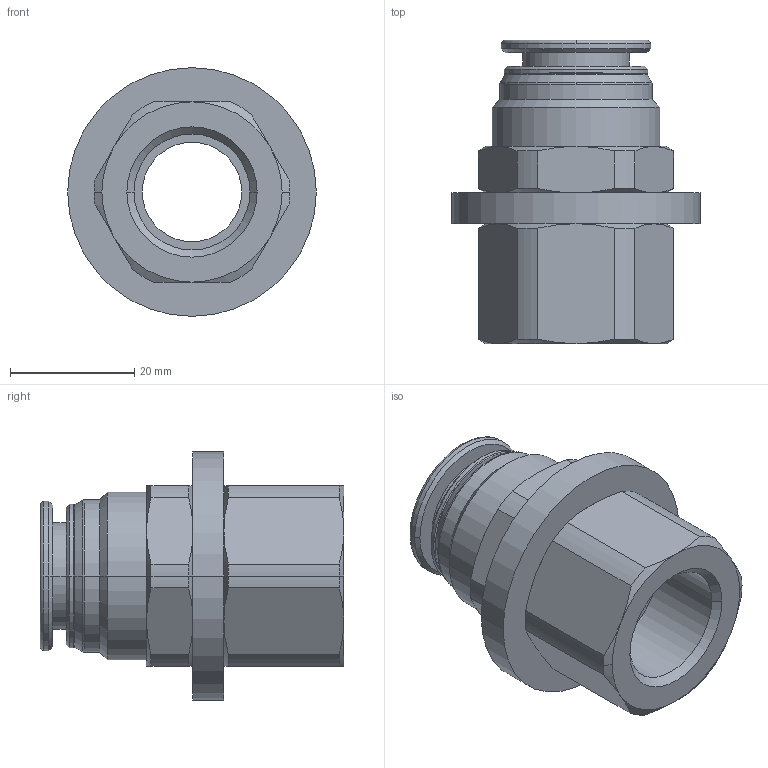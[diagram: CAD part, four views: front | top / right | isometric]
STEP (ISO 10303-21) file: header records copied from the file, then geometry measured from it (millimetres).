
FILE_DESCRIPTION(('STEP AP214'),'1');
FILE_NAME('3136_16_21.stp','2020-01-16T09:41:39',('TraceParts'),('TraceParts S.A.'),'Spatial InterOp 3D',' ',' ');
FILE_SCHEMA(('AUTOMOTIVE_DESIGN { 1 0 10303 214 1 1 1 1 }'));
Length unit declared in the file: millimetre
Products named in the file (1): 3136_16_21_1
Bounding box: 40 x 48.85 x 40 mm (x, y, z)
Volume: 23289.9 mm3; surface area: 11921 mm2
Topology: 2 solids, 2 shells, 112 faces, 265 edges, 163 vertices
Faces by surface type: cone 48, cylinder 36, plane 22, torus 6
Entity records: 3315 total; most frequent: CARTESIAN_POINT 734, DIRECTION 584, ORIENTED_EDGE 530, EDGE_CURVE 265, AXIS2_PLACEMENT_3D 253, VERTEX_POINT 163, CIRCLE 139, EDGE_LOOP 122
